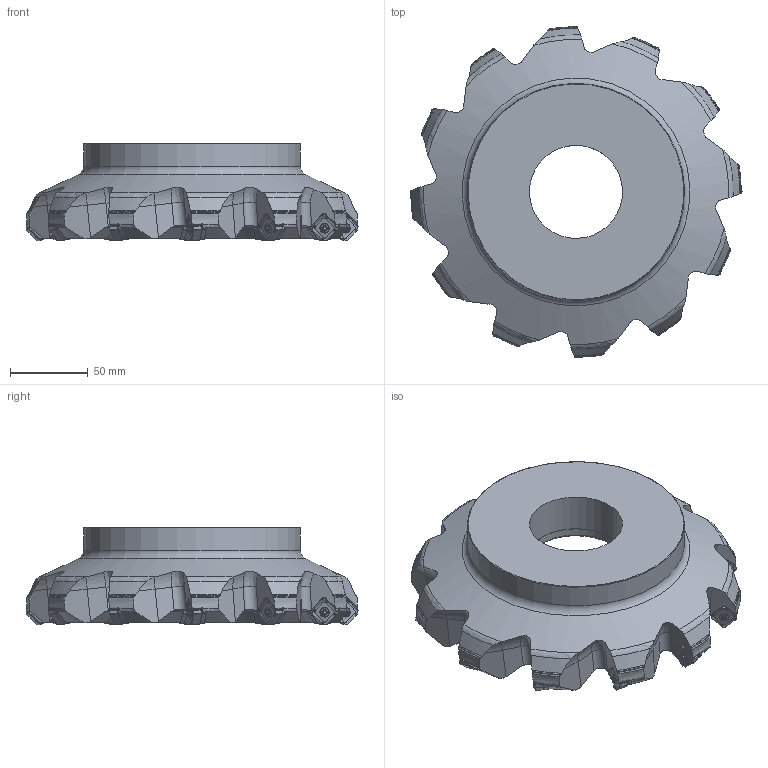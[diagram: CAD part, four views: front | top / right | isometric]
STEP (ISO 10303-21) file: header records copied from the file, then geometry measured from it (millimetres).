
FILE_DESCRIPTION(/* description */ (''),/* implementation_level */ '2;1');
FILE_NAME(/* name */ 'toolassembly_1.stp',/* time_stamp */ '2019-01-25T11:38:59+01:00',/* author */ (''),/* organization */ ('SMS'),/* preprocessor_version */ 'ST-DEVELOPER v15',/* originating_system */ 'SIEMENS PLM Software NX 8.5',/* authorisation */ '');
FILE_SCHEMA (('AUTOMOTIVE_DESIGN { 1 0 10303 214 3 1 1 1 }'));
Products named in the file (4): ASSEMBLY_CONSTRUCTION; CUT_20190125113745; NOCUT_20190125113646; TOOLASSEMBLY_1
Assembly tree (14 placements, depth 2):
  TOOLASSEMBLY_1
    NOCUT_20190125113646
    CUT_20190125113745  x12
    ASSEMBLY_CONSTRUCTION
Bounding box: 214.07 x 214.07 x 63 mm (x, y, z)
Volume: 869275.9 mm3; surface area: 115654.7 mm2
Topology: 13 solids, 13 shells, 6171 faces, 15397 edges, 9309 vertices
Faces by surface type: bspline 1836, cylinder 1700, plane 1292, torus 509, cone 498, extrusion 240, sphere 96
Full cylindrical faces by diameter (mm): 3.5 x12, 4 x12, 4.8 x12, 5.7 x12, 18 x4, 60.015 x1, 60.3 x1, 128.5 x1, 140 x1
Entity records: 192320 total; most frequent: CARTESIAN_POINT 78331, ORIENTED_EDGE 25268, DIRECTION 22624, EDGE_CURVE 12634, AXIS2_PLACEMENT_3D 9410, VERTEX_POINT 7622, EDGE_LOOP 5360, ADVANCED_FACE 5192
